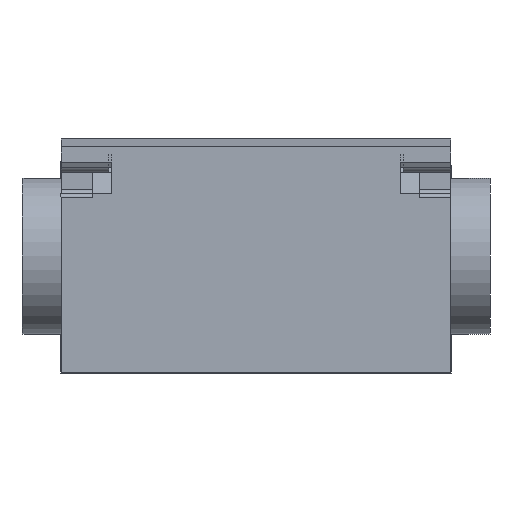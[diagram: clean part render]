
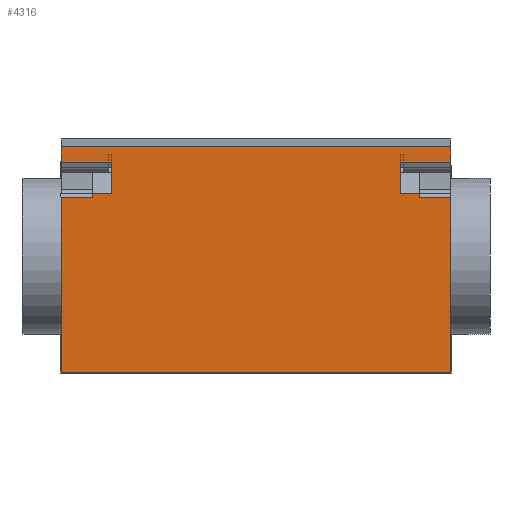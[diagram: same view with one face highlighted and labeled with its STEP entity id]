
A CAD part, front view. The second image highlights one B-rep face of the part: STEP entity #4316.
In plain terms, the highlighted planar face has unit normal (0, -1, 0).
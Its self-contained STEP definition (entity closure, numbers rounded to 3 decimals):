
#3627=CARTESIAN_POINT('',(43.5,0.,22.999));
#3628=VERTEX_POINT('',#3627);
#3662=CARTESIAN_POINT('',(43.5,0.,27.0));
#3663=VERTEX_POINT('',#3662);
#3670=CARTESIAN_POINT('',(43.5,0.,22.999));
#3671=DIRECTION('',(0.0,0.0,1.0));
#3672=VECTOR('',#3671,4.001);
#3673=LINE('',#3670,#3672);
#3674=EDGE_CURVE('',#3628,#3663,#3673,.T.);
#3684=CARTESIAN_POINT('',(6.5,0.,27.0));
#3685=VERTEX_POINT('',#3684);
#3721=CARTESIAN_POINT('',(6.5,0.,22.999));
#3722=VERTEX_POINT('',#3721);
#3729=CARTESIAN_POINT('',(6.5,0.,27.0));
#3730=DIRECTION('',(0.0,0.0,-1.0));
#3731=VECTOR('',#3730,4.001);
#3732=LINE('',#3729,#3731);
#3733=EDGE_CURVE('',#3685,#3722,#3732,.T.);
#3797=CARTESIAN_POINT('',(0.0,0.,27.0));
#3798=VERTEX_POINT('',#3797);
#3805=CARTESIAN_POINT('',(0.0,0.,29.0));
#3806=VERTEX_POINT('',#3805);
#3807=CARTESIAN_POINT('',(0.0,0.,27.0));
#3808=DIRECTION('',(0.0,0.0,1.0));
#3809=VECTOR('',#3808,2.0);
#3810=LINE('',#3807,#3809);
#3811=EDGE_CURVE('',#3798,#3806,#3810,.T.);
#3837=CARTESIAN_POINT('',(0.0,0.0,0.0));
#3838=VERTEX_POINT('',#3837);
#3845=CARTESIAN_POINT('',(0.0,0.,22.5));
#3846=VERTEX_POINT('',#3845);
#3847=CARTESIAN_POINT('',(0.0,0.,0.0));
#3848=DIRECTION('',(0.0,0.0,1.0));
#3849=VECTOR('',#3848,22.5);
#3850=LINE('',#3847,#3849);
#3851=EDGE_CURVE('',#3838,#3846,#3850,.T.);
#3896=CARTESIAN_POINT('',(6.5,0.,27.0));
#3897=DIRECTION('',(-1.0,0.0,0.0));
#3898=VECTOR('',#3897,6.5);
#3899=LINE('',#3896,#3898);
#3900=EDGE_CURVE('',#3685,#3798,#3899,.T.);
#4129=CARTESIAN_POINT('',(4.0,0.,22.5));
#4130=VERTEX_POINT('',#4129);
#4138=CARTESIAN_POINT('',(4.0,0.,22.999));
#4139=VERTEX_POINT('',#4138);
#4140=CARTESIAN_POINT('',(4.0,0.,22.5));
#4141=DIRECTION('',(0.0,0.0,1.0));
#4142=VECTOR('',#4141,0.499);
#4143=LINE('',#4140,#4142);
#4144=EDGE_CURVE('',#4130,#4139,#4143,.T.);
#4172=CARTESIAN_POINT('',(6.5,0.,22.999));
#4173=DIRECTION('',(-1.0,0.0,0.0));
#4174=VECTOR('',#4173,2.5);
#4175=LINE('',#4172,#4174);
#4176=EDGE_CURVE('',#3722,#4139,#4175,.T.);
#4206=CARTESIAN_POINT('',(0.0,0.,22.5));
#4207=DIRECTION('',(1.0,0.0,0.0));
#4208=VECTOR('',#4207,4.0);
#4209=LINE('',#4206,#4208);
#4210=EDGE_CURVE('',#3846,#4130,#4209,.T.);
#4222=CARTESIAN_POINT('',(50.,0.,29.0));
#4223=VERTEX_POINT('',#4222);
#4224=CARTESIAN_POINT('',(0.0,0.,29.));
#4225=DIRECTION('',(1.0,0.0,0.0));
#4226=VECTOR('',#4225,50.);
#4227=LINE('',#4224,#4226);
#4228=EDGE_CURVE('',#3806,#4223,#4227,.T.);
#4248=CARTESIAN_POINT('',(41.1,0.,0.));
#4249=DIRECTION('',(0.0,-1.0,0.0));
#4250=DIRECTION('',(0.0,0.0,1.0));
#4251=AXIS2_PLACEMENT_3D('',#4248,#4249,#4250);
#4252=PLANE('',#4251);
#4253=CARTESIAN_POINT('',(50.,0.0,0.0));
#4254=VERTEX_POINT('',#4253);
#4255=CARTESIAN_POINT('',(0.0,0.,0.));
#4256=DIRECTION('',(1.0,0.0,0.0));
#4257=VECTOR('',#4256,50.);
#4258=LINE('',#4255,#4257);
#4259=EDGE_CURVE('',#3838,#4254,#4258,.T.);
#4260=ORIENTED_EDGE('',*,*,#4259,.T.);
#4261=CARTESIAN_POINT('',(50.,0.,22.5));
#4262=VERTEX_POINT('',#4261);
#4263=CARTESIAN_POINT('',(50.,0.,0.0));
#4264=DIRECTION('',(0.0,0.0,1.0));
#4265=VECTOR('',#4264,22.5);
#4266=LINE('',#4263,#4265);
#4267=EDGE_CURVE('',#4254,#4262,#4266,.T.);
#4268=ORIENTED_EDGE('',*,*,#4267,.T.);
#4269=CARTESIAN_POINT('',(46.,0.,22.5));
#4270=VERTEX_POINT('',#4269);
#4271=CARTESIAN_POINT('',(50.,0.,22.5));
#4272=DIRECTION('',(-1.0,0.0,0.0));
#4273=VECTOR('',#4272,4.0);
#4274=LINE('',#4271,#4273);
#4275=EDGE_CURVE('',#4262,#4270,#4274,.T.);
#4276=ORIENTED_EDGE('',*,*,#4275,.T.);
#4277=CARTESIAN_POINT('',(46.,0.,22.999));
#4278=VERTEX_POINT('',#4277);
#4279=CARTESIAN_POINT('',(46.,0.,22.5));
#4280=DIRECTION('',(0.0,0.0,1.0));
#4281=VECTOR('',#4280,0.499);
#4282=LINE('',#4279,#4281);
#4283=EDGE_CURVE('',#4270,#4278,#4282,.T.);
#4284=ORIENTED_EDGE('',*,*,#4283,.T.);
#4285=CARTESIAN_POINT('',(43.5,0.,22.999));
#4286=DIRECTION('',(1.0,0.0,0.0));
#4287=VECTOR('',#4286,2.5);
#4288=LINE('',#4285,#4287);
#4289=EDGE_CURVE('',#3628,#4278,#4288,.T.);
#4290=ORIENTED_EDGE('',*,*,#4289,.F.);
#4291=ORIENTED_EDGE('',*,*,#3674,.T.);
#4292=CARTESIAN_POINT('',(50.,0.,27.0));
#4293=VERTEX_POINT('',#4292);
#4294=CARTESIAN_POINT('',(43.5,0.,27.0));
#4295=DIRECTION('',(1.0,0.0,0.0));
#4296=VECTOR('',#4295,6.5);
#4297=LINE('',#4294,#4296);
#4298=EDGE_CURVE('',#3663,#4293,#4297,.T.);
#4299=ORIENTED_EDGE('',*,*,#4298,.T.);
#4300=CARTESIAN_POINT('',(50.,0.,27.0));
#4301=DIRECTION('',(0.0,0.0,1.0));
#4302=VECTOR('',#4301,2.0);
#4303=LINE('',#4300,#4302);
#4304=EDGE_CURVE('',#4293,#4223,#4303,.T.);
#4305=ORIENTED_EDGE('',*,*,#4304,.T.);
#4306=ORIENTED_EDGE('',*,*,#4228,.F.);
#4307=ORIENTED_EDGE('',*,*,#3811,.F.);
#4308=ORIENTED_EDGE('',*,*,#3900,.F.);
#4309=ORIENTED_EDGE('',*,*,#3733,.T.);
#4310=ORIENTED_EDGE('',*,*,#4176,.T.);
#4311=ORIENTED_EDGE('',*,*,#4144,.F.);
#4312=ORIENTED_EDGE('',*,*,#4210,.F.);
#4313=ORIENTED_EDGE('',*,*,#3851,.F.);
#4314=EDGE_LOOP('',(#4260,#4268,#4276,#4284,#4290,#4291,#4299,#4305,#4306,#4307,#4308,#4309,#4310,#4311,#4312,#4313));
#4315=FACE_OUTER_BOUND('',#4314,.T.);
#4316=ADVANCED_FACE('',(#4315),#4252,.T.);
